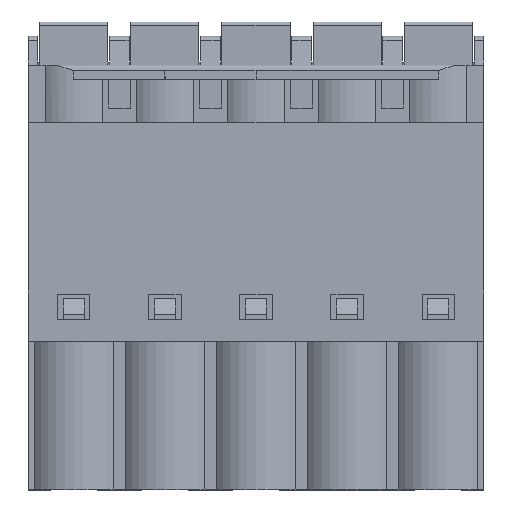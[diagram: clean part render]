
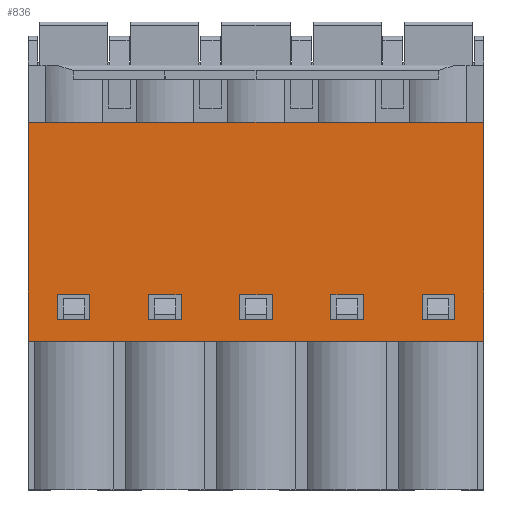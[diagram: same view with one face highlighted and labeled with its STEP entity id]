
A CAD part, front view. The second image highlights one B-rep face of the part: STEP entity #836.
In plain terms, the highlighted planar face has unit normal (0, -1, 0).
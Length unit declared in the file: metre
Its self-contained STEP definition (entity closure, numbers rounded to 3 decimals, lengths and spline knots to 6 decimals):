
#836=ADVANCED_FACE('',(#1894,#1895,#1896,#1897,#1898,#1899),#1900,.T.);
#1894=FACE_BOUND('',#3202,.T.);
#1895=FACE_BOUND('',#3203,.T.);
#1896=FACE_BOUND('',#3204,.T.);
#1897=FACE_OUTER_BOUND('',#3205,.T.);
#1898=FACE_BOUND('',#3206,.T.);
#1899=FACE_BOUND('',#3207,.T.);
#1900=PLANE('',#3208);
#3202=EDGE_LOOP('',(#5787,#5788,#5789,#5790));
#3203=EDGE_LOOP('',(#5791,#5792,#5793,#5794));
#3204=EDGE_LOOP('',(#5795,#5796,#5797,#5798));
#3205=EDGE_LOOP('',(#5799,#5800,#5801,#5802,#5803,#5804,#5805,#5806,#5807));
#3206=EDGE_LOOP('',(#5808,#5809,#5810,#5811));
#3207=EDGE_LOOP('',(#5812,#5813,#5814,#5815));
#3208=AXIS2_PLACEMENT_3D('',#5816,#5817,#5818);
#5787=ORIENTED_EDGE('',*,*,#8870,.T.);
#5788=ORIENTED_EDGE('',*,*,#7866,.T.);
#5789=ORIENTED_EDGE('',*,*,#8871,.T.);
#5790=ORIENTED_EDGE('',*,*,#8037,.T.);
#5791=ORIENTED_EDGE('',*,*,#8589,.F.);
#5792=ORIENTED_EDGE('',*,*,#8872,.F.);
#5793=ORIENTED_EDGE('',*,*,#8521,.F.);
#5794=ORIENTED_EDGE('',*,*,#8873,.F.);
#5795=ORIENTED_EDGE('',*,*,#8874,.T.);
#5796=ORIENTED_EDGE('',*,*,#8875,.F.);
#5797=ORIENTED_EDGE('',*,*,#8278,.T.);
#5798=ORIENTED_EDGE('',*,*,#8876,.T.);
#5799=ORIENTED_EDGE('',*,*,#8394,.F.);
#5800=ORIENTED_EDGE('',*,*,#8636,.F.);
#5801=ORIENTED_EDGE('',*,*,#8072,.F.);
#5802=ORIENTED_EDGE('',*,*,#8763,.F.);
#5803=ORIENTED_EDGE('',*,*,#8265,.T.);
#5804=ORIENTED_EDGE('',*,*,#8666,.T.);
#5805=ORIENTED_EDGE('',*,*,#8016,.F.);
#5806=ORIENTED_EDGE('',*,*,#8877,.T.);
#5807=ORIENTED_EDGE('',*,*,#8290,.T.);
#5808=ORIENTED_EDGE('',*,*,#8878,.T.);
#5809=ORIENTED_EDGE('',*,*,#8879,.T.);
#5810=ORIENTED_EDGE('',*,*,#8880,.T.);
#5811=ORIENTED_EDGE('',*,*,#7967,.T.);
#5812=ORIENTED_EDGE('',*,*,#8112,.T.);
#5813=ORIENTED_EDGE('',*,*,#8125,.T.);
#5814=ORIENTED_EDGE('',*,*,#8716,.T.);
#5815=ORIENTED_EDGE('',*,*,#7829,.T.);
#5816=CARTESIAN_POINT('',(0.03048,-0.0005,-0.0154));
#5817=DIRECTION('',(0.0,-1.0,0.0));
#5818=DIRECTION('',(-1.0,0.0,0.0));
#7829=EDGE_CURVE('',#9385,#9383,#9386,.T.);
#7866=EDGE_CURVE('',#9451,#9452,#9453,.T.);
#7967=EDGE_CURVE('',#9631,#9629,#9632,.T.);
#8016=EDGE_CURVE('',#9718,#9720,#9721,.T.);
#8037=EDGE_CURVE('',#9759,#9757,#9760,.T.);
#8072=EDGE_CURVE('',#9817,#9819,#9820,.T.);
#8112=EDGE_CURVE('',#9383,#9887,#9889,.T.);
#8125=EDGE_CURVE('',#9887,#9908,#9910,.T.);
#8265=EDGE_CURVE('',#10153,#10151,#10154,.T.);
#8278=EDGE_CURVE('',#10175,#10176,#10177,.T.);
#8290=EDGE_CURVE('',#10192,#10197,#10199,.T.);
#8394=EDGE_CURVE('',#10362,#10197,#10365,.T.);
#8521=EDGE_CURVE('',#10574,#10576,#10577,.T.);
#8589=EDGE_CURVE('',#10679,#10681,#10682,.T.);
#8636=EDGE_CURVE('',#9819,#10362,#10750,.T.);
#8666=EDGE_CURVE('',#10151,#9720,#10792,.T.);
#8716=EDGE_CURVE('',#9908,#9385,#10866,.T.);
#8763=EDGE_CURVE('',#10153,#9817,#10930,.T.);
#8870=EDGE_CURVE('',#9757,#9451,#11080,.T.);
#8871=EDGE_CURVE('',#9452,#9759,#11081,.T.);
#8872=EDGE_CURVE('',#10576,#10679,#11082,.T.);
#8873=EDGE_CURVE('',#10681,#10574,#11083,.T.);
#8874=EDGE_CURVE('',#11084,#11085,#11086,.T.);
#8875=EDGE_CURVE('',#10175,#11085,#11087,.T.);
#8876=EDGE_CURVE('',#10176,#11084,#11088,.T.);
#8877=EDGE_CURVE('',#9718,#10192,#11089,.T.);
#8878=EDGE_CURVE('',#9629,#11090,#11091,.T.);
#8879=EDGE_CURVE('',#11090,#11092,#11093,.T.);
#8880=EDGE_CURVE('',#11092,#9631,#11094,.T.);
#9383=VERTEX_POINT('',#11697);
#9385=VERTEX_POINT('',#11700);
#9386=LINE('',#11701,#11702);
#9451=VERTEX_POINT('',#11792);
#9452=VERTEX_POINT('',#11793);
#9453=LINE('',#11794,#11795);
#9629=VERTEX_POINT('',#12043);
#9631=VERTEX_POINT('',#12046);
#9632=LINE('',#12047,#12048);
#9718=VERTEX_POINT('',#12166);
#9720=VERTEX_POINT('',#12169);
#9721=LINE('',#12170,#12171);
#9757=VERTEX_POINT('',#12223);
#9759=VERTEX_POINT('',#12226);
#9760=LINE('',#12227,#12228);
#9817=VERTEX_POINT('',#12307);
#9819=VERTEX_POINT('',#12309);
#9820=LINE('',#12310,#12311);
#9887=VERTEX_POINT('',#12404);
#9889=LINE('',#12407,#12408);
#9908=VERTEX_POINT('',#12455);
#9910=LINE('',#12458,#12459);
#10151=VERTEX_POINT('',#12795);
#10153=VERTEX_POINT('',#12798);
#10154=LINE('',#12799,#12800);
#10175=VERTEX_POINT('',#12827);
#10176=VERTEX_POINT('',#12828);
#10177=LINE('',#12829,#12830);
#10192=VERTEX_POINT('',#12852);
#10197=VERTEX_POINT('',#12858);
#10199=LINE('',#12860,#12861);
#10362=VERTEX_POINT('',#13095);
#10365=LINE('',#13098,#13099);
#10574=VERTEX_POINT('',#13395);
#10576=VERTEX_POINT('',#13398);
#10577=LINE('',#13399,#13400);
#10679=VERTEX_POINT('',#13544);
#10681=VERTEX_POINT('',#13547);
#10682=LINE('',#13548,#13549);
#10750=LINE('',#13648,#13649);
#10792=LINE('',#13708,#13709);
#10866=LINE('',#13811,#13812);
#10930=LINE('',#13898,#13899);
#11080=LINE('',#14115,#14116);
#11081=LINE('',#14117,#14118);
#11082=LINE('',#14119,#14120);
#11083=LINE('',#14121,#14122);
#11084=VERTEX_POINT('',#14123);
#11085=VERTEX_POINT('',#14124);
#11086=LINE('',#14125,#14126);
#11087=LINE('',#14127,#14128);
#11088=LINE('',#14129,#14130);
#11089=LINE('',#14131,#14132);
#11090=VERTEX_POINT('',#14133);
#11091=LINE('',#14134,#14135);
#11092=VERTEX_POINT('',#14136);
#11093=LINE('',#14137,#14138);
#11094=LINE('',#14139,#14140);
#11697=CARTESIAN_POINT('',(0.00672,-0.0005,-0.0128));
#11700=CARTESIAN_POINT('',(0.00672,-0.0005,-0.0142));
#11701=CARTESIAN_POINT('',(0.00672,-0.0005,-0.0154));
#11702=VECTOR('',#14982,1.0);
#11792=CARTESIAN_POINT('',(0.01688,-0.0005,-0.0128));
#11793=CARTESIAN_POINT('',(0.01868,-0.0005,-0.0128));
#11794=CARTESIAN_POINT('',(0.01524,-0.0005,-0.0128));
#11795=VECTOR('',#15020,1.0);
#12043=CARTESIAN_POINT('',(0.0118,-0.0005,-0.0128));
#12046=CARTESIAN_POINT('',(0.0118,-0.0005,-0.0142));
#12047=CARTESIAN_POINT('',(0.0118,-0.0005,-0.0154));
#12048=VECTOR('',#15138,1.0);
#12166=CARTESIAN_POINT('',(0.03048,-0.0005,-0.0032));
#12169=CARTESIAN_POINT('',(0.03048,-0.0005,-0.0154));
#12170=CARTESIAN_POINT('',(0.03048,-0.0005,-0.0154));
#12171=VECTOR('',#15190,1.0);
#12223=CARTESIAN_POINT('',(0.01688,-0.0005,-0.0142));
#12226=CARTESIAN_POINT('',(0.01868,-0.0005,-0.0142));
#12227=CARTESIAN_POINT('',(0.01524,-0.0005,-0.0142));
#12228=VECTOR('',#15214,1.0);
#12307=CARTESIAN_POINT('',(0.00762,-0.0005,-0.0032));
#12309=CARTESIAN_POINT('',(0.0127,-0.0005,-0.0032));
#12310=CARTESIAN_POINT('',(0.00508,-0.0005,-0.0032));
#12311=VECTOR('',#15252,1.0);
#12404=CARTESIAN_POINT('',(0.00852,-0.0005,-0.0128));
#12407=CARTESIAN_POINT('',(0.00508,-0.0005,-0.0128));
#12408=VECTOR('',#15292,1.0);
#12455=CARTESIAN_POINT('',(0.00852,-0.0005,-0.0142));
#12458=CARTESIAN_POINT('',(0.00852,-0.0005,-0.0154));
#12459=VECTOR('',#15301,1.0);
#12795=CARTESIAN_POINT('',(0.00508,-0.0005,-0.0154));
#12798=CARTESIAN_POINT('',(0.00508,-0.0005,-0.0032));
#12799=CARTESIAN_POINT('',(0.00508,-0.0005,-0.0154));
#12800=VECTOR('',#15464,1.0);
#12827=CARTESIAN_POINT('',(0.02376,-0.0005,-0.0142));
#12828=CARTESIAN_POINT('',(0.02196,-0.0005,-0.0142));
#12829=CARTESIAN_POINT('',(0.02032,-0.0005,-0.0142));
#12830=VECTOR('',#15483,1.0);
#12852=CARTESIAN_POINT('',(0.02794,-0.0005,-0.0032));
#12858=CARTESIAN_POINT('',(0.02286,-0.0005,-0.0032));
#12860=CARTESIAN_POINT('',(0.03048,-0.0005,-0.0032));
#12861=VECTOR('',#15498,1.0);
#13095=CARTESIAN_POINT('',(0.01778,-0.0005,-0.0032));
#13098=CARTESIAN_POINT('',(0.01524,-0.0005,-0.0032));
#13099=VECTOR('',#15600,1.0);
#13395=CARTESIAN_POINT('',(0.02704,-0.0005,-0.0128));
#13398=CARTESIAN_POINT('',(0.02704,-0.0005,-0.0142));
#13399=CARTESIAN_POINT('',(0.02704,-0.0005,-0.0154));
#13400=VECTOR('',#15749,1.0);
#13544=CARTESIAN_POINT('',(0.02884,-0.0005,-0.0142));
#13547=CARTESIAN_POINT('',(0.02884,-0.0005,-0.0128));
#13548=CARTESIAN_POINT('',(0.02884,-0.0005,-0.0154));
#13549=VECTOR('',#15820,1.0);
#13648=CARTESIAN_POINT('',(0.01016,-0.0005,-0.0032));
#13649=VECTOR('',#15870,1.0);
#13708=CARTESIAN_POINT('',(0.03048,-0.0005,-0.0154));
#13709=VECTOR('',#15900,1.0);
#13811=CARTESIAN_POINT('',(0.00508,-0.0005,-0.0142));
#13812=VECTOR('',#15962,1.0);
#13898=CARTESIAN_POINT('',(0.00508,-0.0005,-0.0032));
#13899=VECTOR('',#16018,1.0);
#14115=CARTESIAN_POINT('',(0.01688,-0.0005,-0.0154));
#14116=VECTOR('',#16121,1.0);
#14117=CARTESIAN_POINT('',(0.01868,-0.0005,-0.0154));
#14118=VECTOR('',#16122,1.0);
#14119=CARTESIAN_POINT('',(0.03048,-0.0005,-0.0142));
#14120=VECTOR('',#16123,1.0);
#14121=CARTESIAN_POINT('',(0.03048,-0.0005,-0.0128));
#14122=VECTOR('',#16124,1.0);
#14123=CARTESIAN_POINT('',(0.02196,-0.0005,-0.0128));
#14124=CARTESIAN_POINT('',(0.02376,-0.0005,-0.0128));
#14125=CARTESIAN_POINT('',(0.02032,-0.0005,-0.0128));
#14126=VECTOR('',#16125,1.0);
#14127=CARTESIAN_POINT('',(0.02376,-0.0005,-0.0154));
#14128=VECTOR('',#16126,1.0);
#14129=CARTESIAN_POINT('',(0.02196,-0.0005,-0.0154));
#14130=VECTOR('',#16127,1.0);
#14131=CARTESIAN_POINT('',(0.03048,-0.0005,-0.0032));
#14132=VECTOR('',#16128,1.0);
#14133=CARTESIAN_POINT('',(0.0136,-0.0005,-0.0128));
#14134=CARTESIAN_POINT('',(0.01016,-0.0005,-0.0128));
#14135=VECTOR('',#16129,1.0);
#14136=CARTESIAN_POINT('',(0.0136,-0.0005,-0.0142));
#14137=CARTESIAN_POINT('',(0.0136,-0.0005,-0.0154));
#14138=VECTOR('',#16130,1.0);
#14139=CARTESIAN_POINT('',(0.01016,-0.0005,-0.0142));
#14140=VECTOR('',#16131,1.0);
#14982=DIRECTION('',(0.0,0.0,1.0));
#15020=DIRECTION('',(1.0,0.0,0.0));
#15138=DIRECTION('',(0.0,0.0,1.0));
#15190=DIRECTION('',(0.,0.0,-1.0));
#15214=DIRECTION('',(-1.0,0.0,0.0));
#15252=DIRECTION('',(1.0,0.0,0.));
#15292=DIRECTION('',(1.0,0.0,0.0));
#15301=DIRECTION('',(0.0,0.0,-1.0));
#15464=DIRECTION('',(0.,0.0,-1.0));
#15483=DIRECTION('',(-1.0,0.0,0.0));
#15498=DIRECTION('',(-1.0,0.0,0.));
#15600=DIRECTION('',(1.0,0.0,0.));
#15749=DIRECTION('',(0.0,0.0,-1.0));
#15820=DIRECTION('',(0.0,0.0,1.0));
#15870=DIRECTION('',(1.0,0.0,0.));
#15900=DIRECTION('',(1.0,0.0,0.));
#15962=DIRECTION('',(-1.0,0.0,0.0));
#16018=DIRECTION('',(1.0,0.0,0.));
#16121=DIRECTION('',(0.0,0.0,1.0));
#16122=DIRECTION('',(0.0,0.0,-1.0));
#16123=DIRECTION('',(1.0,0.0,0.0));
#16124=DIRECTION('',(-1.0,0.0,0.0));
#16125=DIRECTION('',(1.0,0.0,0.0));
#16126=DIRECTION('',(0.0,0.0,1.0));
#16127=DIRECTION('',(0.0,0.0,1.0));
#16128=DIRECTION('',(-1.0,0.0,0.));
#16129=DIRECTION('',(1.0,0.0,0.0));
#16130=DIRECTION('',(0.0,0.0,-1.0));
#16131=DIRECTION('',(-1.0,0.0,0.0));
